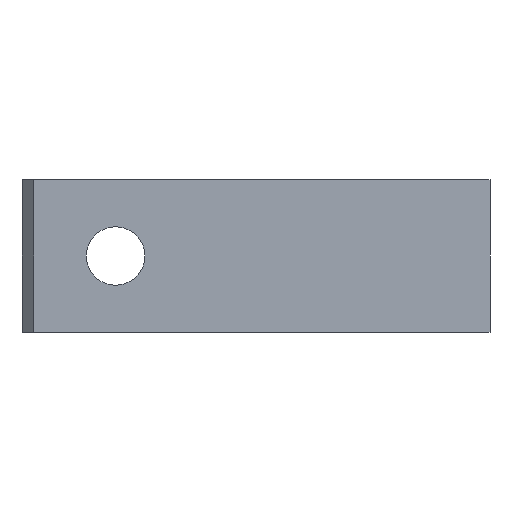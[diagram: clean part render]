
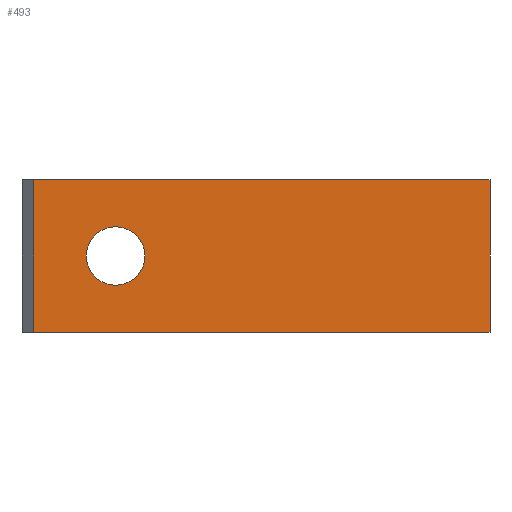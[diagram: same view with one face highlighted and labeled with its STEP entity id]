
A CAD part, left-side view. The second image highlights one B-rep face of the part: STEP entity #493.
In plain terms, the highlighted planar face has unit normal (-1, 0, 0).
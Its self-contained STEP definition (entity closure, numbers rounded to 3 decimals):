
#20=FACE_BOUND('',#77,.T.);
#33=CIRCLE('',#546,2.5);
#34=CIRCLE('',#547,2.5);
#51=FACE_OUTER_BOUND('',#76,.T.);
#76=EDGE_LOOP('',(#399,#400,#401,#402));
#77=EDGE_LOOP('',(#403,#404));
#111=LINE('',#748,#167);
#117=LINE('',#760,#173);
#130=LINE('',#809,#186);
#131=LINE('',#810,#187);
#167=VECTOR('',#603,10.);
#173=VECTOR('',#613,1000.);
#186=VECTOR('',#662,1000.);
#187=VECTOR('',#663,1000.);
#220=VERTEX_POINT('',#745);
#221=VERTEX_POINT('',#747);
#225=VERTEX_POINT('',#759);
#239=VERTEX_POINT('',#796);
#240=VERTEX_POINT('',#798);
#243=VERTEX_POINT('',#808);
#273=EDGE_CURVE('',#220,#221,#111,.T.);
#279=EDGE_CURVE('',#221,#225,#117,.T.);
#299=EDGE_CURVE('',#239,#240,#33,.T.);
#300=EDGE_CURVE('',#240,#239,#34,.T.);
#304=EDGE_CURVE('',#220,#243,#130,.T.);
#305=EDGE_CURVE('',#225,#243,#131,.T.);
#399=ORIENTED_EDGE('',*,*,#273,.F.);
#400=ORIENTED_EDGE('',*,*,#304,.T.);
#401=ORIENTED_EDGE('',*,*,#305,.F.);
#402=ORIENTED_EDGE('',*,*,#279,.F.);
#403=ORIENTED_EDGE('',*,*,#300,.F.);
#404=ORIENTED_EDGE('',*,*,#299,.F.);
#469=PLANE('',#551);
#493=ADVANCED_FACE('',(#51,#20),#469,.F.);
#546=AXIS2_PLACEMENT_3D('',#799,#649,#650);
#547=AXIS2_PLACEMENT_3D('',#800,#651,#652);
#551=AXIS2_PLACEMENT_3D('',#807,#660,#661);
#603=DIRECTION('',(0.,0.,1.));
#613=DIRECTION('',(0.,-1.,0.));
#649=DIRECTION('center_axis',(-1.,0.,0.));
#650=DIRECTION('ref_axis',(0.,0.,1.));
#651=DIRECTION('center_axis',(-1.,0.,0.));
#652=DIRECTION('ref_axis',(0.,0.,1.));
#660=DIRECTION('center_axis',(1.,0.,0.));
#661=DIRECTION('ref_axis',(0.,1.,0.));
#662=DIRECTION('',(0.,-1.,0.));
#663=DIRECTION('',(0.,0.,-1.));
#745=CARTESIAN_POINT('',(0.,39.,-6.5));
#747=CARTESIAN_POINT('',(0.,39.,6.5));
#748=CARTESIAN_POINT('',(0.,39.,6.5));
#759=CARTESIAN_POINT('',(0.,0.,6.5));
#760=CARTESIAN_POINT('',(0.,40.,6.5));
#796=CARTESIAN_POINT('',(0.,32.,-2.5));
#798=CARTESIAN_POINT('',(0.,32.,2.5));
#799=CARTESIAN_POINT('Origin',(0.,32.,0.));
#800=CARTESIAN_POINT('Origin',(0.,32.,0.));
#807=CARTESIAN_POINT('Origin',(0.,40.,6.5));
#808=CARTESIAN_POINT('',(0.,0.,-6.5));
#809=CARTESIAN_POINT('',(0.,40.,-6.5));
#810=CARTESIAN_POINT('',(0.,0.,6.5));
